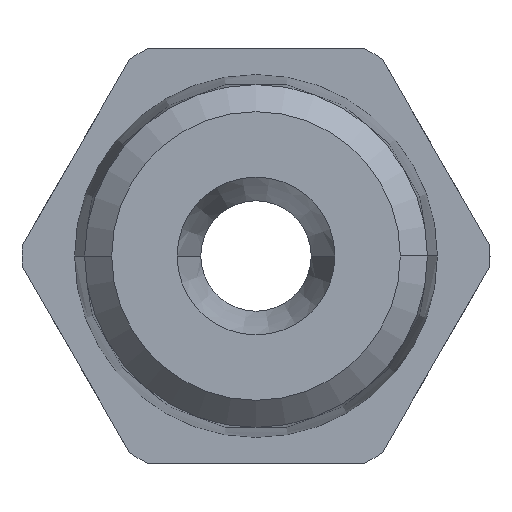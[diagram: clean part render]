
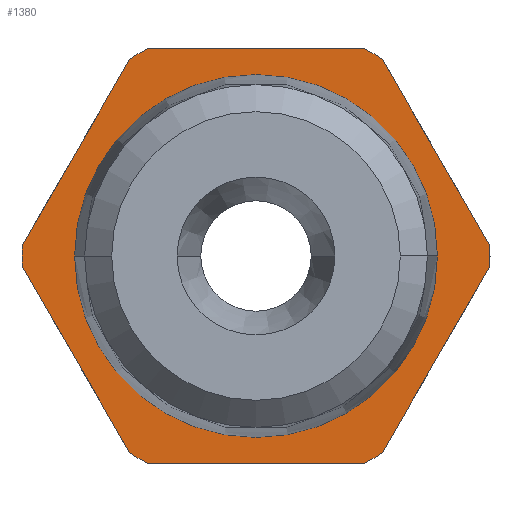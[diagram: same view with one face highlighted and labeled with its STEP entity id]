
A CAD part, front view. The second image highlights one B-rep face of the part: STEP entity #1380.
In plain terms, the highlighted planar face has unit normal (0, -1, 0).
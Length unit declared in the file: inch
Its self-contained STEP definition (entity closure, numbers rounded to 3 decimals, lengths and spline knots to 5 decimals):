
#2 = VERTEX_POINT ( 'NONE', #1305 ) ;
#5 = ORIENTED_EDGE ( 'NONE', *, *, #1222, .F. ) ;
#36 = VECTOR ( 'NONE', #1453, 39.37008 ) ;
#39 = DIRECTION ( 'NONE',  ( -1., 0., 0. ) ) ;
#40 = AXIS2_PLACEMENT_3D ( 'NONE', #528, #1339, #650 ) ;
#61 = DIRECTION ( 'NONE',  ( 0., 0., -1. ) ) ;
#63 = EDGE_CURVE ( 'NONE', #741, #1333, #149, .T. ) ;
#75 = CARTESIAN_POINT ( 'NONE',  ( 0., 0.51969, 0. ) ) ;
#83 = DIRECTION ( 'NONE',  ( -1., 0., 0. ) ) ;
#87 = CARTESIAN_POINT ( 'NONE',  ( -0.35004, 0.51969, -0.01576 ) ) ;
#93 = CIRCLE ( 'NONE', #900, 0.35039 ) ;
#113 = FACE_OUTER_BOUND ( 'NONE', #1050, .T. ) ;
#120 = AXIS2_PLACEMENT_3D ( 'NONE', #1219, #525, #1332 ) ;
#127 = ORIENTED_EDGE ( 'NONE', *, *, #807, .F. ) ;
#136 = ORIENTED_EDGE ( 'NONE', *, *, #996, .F. ) ;
#140 = CARTESIAN_POINT ( 'NONE',  ( -0.35039, 0.51969, 0. ) ) ;
#143 = CIRCLE ( 'NONE', #1488, 0.35039 ) ;
#146 = CARTESIAN_POINT ( 'NONE',  ( 0.18867, 0.51969, -0.29526 ) ) ;
#149 = CIRCLE ( 'NONE', #940, 0.35039 ) ;
#173 = VECTOR ( 'NONE', #377, 39.37008 ) ;
#178 = DIRECTION ( 'NONE',  ( -1., 0., 0. ) ) ;
#188 = ORIENTED_EDGE ( 'NONE', *, *, #290, .T. ) ;
#208 = ORIENTED_EDGE ( 'NONE', *, *, #1406, .T. ) ;
#215 = LINE ( 'NONE', #486, #521 ) ;
#258 = CARTESIAN_POINT ( 'NONE',  ( -0.16137, 0.51969, 0.31102 ) ) ;
#263 = VERTEX_POINT ( 'NONE', #1355 ) ;
#284 = VERTEX_POINT ( 'NONE', #732 ) ;
#285 = CIRCLE ( 'NONE', #1468, 0.35039 ) ;
#290 = EDGE_CURVE ( 'NONE', #819, #1032, #335, .T. ) ;
#315 = EDGE_CURVE ( 'NONE', #836, #1035, #816, .T. ) ;
#319 = DIRECTION ( 'NONE',  ( 0., 1., 0. ) ) ;
#328 = DIRECTION ( 'NONE',  ( 0., -1., 0. ) ) ;
#335 = LINE ( 'NONE', #87, #1418 ) ;
#360 = DIRECTION ( 'NONE',  ( 0., -1., 0. ) ) ;
#377 = DIRECTION ( 'NONE',  ( -0.5, 0., 0.866 ) ) ;
#446 = CIRCLE ( 'NONE', #470, 0.27165 ) ;
#470 = AXIS2_PLACEMENT_3D ( 'NONE', #1029, #328, #1142 ) ;
#483 = CARTESIAN_POINT ( 'NONE',  ( 0.35004, 0.51969, -0.01576 ) ) ;
#484 = LINE ( 'NONE', #1083, #173 ) ;
#486 = CARTESIAN_POINT ( 'NONE',  ( -0.31102, 0.51969, 0.31102 ) ) ;
#492 = VECTOR ( 'NONE', #736, 39.37008 ) ;
#495 = ORIENTED_EDGE ( 'NONE', *, *, #1436, .T. ) ;
#507 = DIRECTION ( 'NONE',  ( 0., 1., 0. ) ) ;
#521 = VECTOR ( 'NONE', #962, 39.37008 ) ;
#525 = DIRECTION ( 'NONE',  ( 0., 1., 0. ) ) ;
#528 = CARTESIAN_POINT ( 'NONE',  ( 0., 0.51969, 0. ) ) ;
#529 = AXIS2_PLACEMENT_3D ( 'NONE', #1323, #757, #61 ) ;
#581 = ORIENTED_EDGE ( 'NONE', *, *, #871, .F. ) ;
#631 = ORIENTED_EDGE ( 'NONE', *, *, #1175, .F. ) ;
#641 = CARTESIAN_POINT ( 'NONE',  ( -0.31102, 0.51969, -0.31102 ) ) ;
#648 = ORIENTED_EDGE ( 'NONE', *, *, #1098, .F. ) ;
#650 = DIRECTION ( 'NONE',  ( -1., 0., 0. ) ) ;
#654 = VECTOR ( 'NONE', #875, 39.37008 ) ;
#693 = FACE_BOUND ( 'NONE', #1172, .T. ) ;
#704 = VERTEX_POINT ( 'NONE', #1410 ) ;
#712 = CARTESIAN_POINT ( 'NONE',  ( 0.18867, 0.51969, 0.29526 ) ) ;
#732 = CARTESIAN_POINT ( 'NONE',  ( -0.27165, 0.51969, 0. ) ) ;
#733 = DIRECTION ( 'NONE',  ( 0., 1., 0. ) ) ;
#734 = EDGE_CURVE ( 'NONE', #2, #1086, #215, .T. ) ;
#736 = DIRECTION ( 'NONE',  ( 0.5, 0., 0.866 ) ) ;
#741 = VERTEX_POINT ( 'NONE', #140 ) ;
#757 = DIRECTION ( 'NONE',  ( 0., -1., 0. ) ) ;
#764 = ORIENTED_EDGE ( 'NONE', *, *, #796, .T. ) ;
#778 = VERTEX_POINT ( 'NONE', #1076 ) ;
#783 = DIRECTION ( 'NONE',  ( 0., 1., 0. ) ) ;
#796 = EDGE_CURVE ( 'NONE', #1048, #998, #484, .T. ) ;
#807 = EDGE_CURVE ( 'NONE', #819, #741, #143, .T. ) ;
#816 = LINE ( 'NONE', #146, #492 ) ;
#819 = VERTEX_POINT ( 'NONE', #905 ) ;
#836 = VERTEX_POINT ( 'NONE', #1244 ) ;
#849 = AXIS2_PLACEMENT_3D ( 'NONE', #1021, #319, #856 ) ;
#853 = DIRECTION ( 'NONE',  ( 0.5, 0., -0.866 ) ) ;
#856 = DIRECTION ( 'NONE',  ( -1., 0., 0. ) ) ;
#871 = EDGE_CURVE ( 'NONE', #778, #284, #446, .T. ) ;
#875 = DIRECTION ( 'NONE',  ( -0.5, 0., -0.866 ) ) ;
#887 = DIRECTION ( 'NONE',  ( 0., 1., 0. ) ) ;
#900 = AXIS2_PLACEMENT_3D ( 'NONE', #1419, #733, #39 ) ;
#905 = CARTESIAN_POINT ( 'NONE',  ( -0.35004, 0.51969, -0.01576 ) ) ;
#907 = ORIENTED_EDGE ( 'NONE', *, *, #1367, .F. ) ;
#940 = AXIS2_PLACEMENT_3D ( 'NONE', #1202, #507, #1319 ) ;
#962 = DIRECTION ( 'NONE',  ( -1., 0., 0. ) ) ;
#964 = LINE ( 'NONE', #1101, #654 ) ;
#996 = EDGE_CURVE ( 'NONE', #284, #778, #1429, .T. ) ;
#997 = CARTESIAN_POINT ( 'NONE',  ( -0.18867, 0.51969, 0.29526 ) ) ;
#998 = VERTEX_POINT ( 'NONE', #712 ) ;
#1021 = CARTESIAN_POINT ( 'NONE',  ( 0., 0.51969, 0. ) ) ;
#1029 = CARTESIAN_POINT ( 'NONE',  ( 0., 0.51969, 0. ) ) ;
#1030 = ORIENTED_EDGE ( 'NONE', *, *, #63, .F. ) ;
#1032 = VERTEX_POINT ( 'NONE', #1063 ) ;
#1035 = VERTEX_POINT ( 'NONE', #483 ) ;
#1048 = VERTEX_POINT ( 'NONE', #1069 ) ;
#1050 = EDGE_LOOP ( 'NONE', ( #188, #907, #495, #631, #1391, #1307, #764, #648, #1461, #5, #208, #1030, #127 ) ) ;
#1058 = CARTESIAN_POINT ( 'NONE',  ( 0., 0.51969, 0. ) ) ;
#1063 = CARTESIAN_POINT ( 'NONE',  ( -0.18867, 0.51969, -0.29526 ) ) ;
#1069 = CARTESIAN_POINT ( 'NONE',  ( 0.35004, 0.51969, 0.01576 ) ) ;
#1076 = CARTESIAN_POINT ( 'NONE',  ( 0.27165, 0.51969, 0. ) ) ;
#1083 = CARTESIAN_POINT ( 'NONE',  ( 0.35004, 0.51969, 0.01576 ) ) ;
#1086 = VERTEX_POINT ( 'NONE', #258 ) ;
#1098 = EDGE_CURVE ( 'NONE', #2, #998, #93, .T. ) ;
#1101 = CARTESIAN_POINT ( 'NONE',  ( -0.18867, 0.51969, 0.29526 ) ) ;
#1126 = CARTESIAN_POINT ( 'NONE',  ( -0.35004, 0.51969, 0.01576 ) ) ;
#1142 = DIRECTION ( 'NONE',  ( -1., 0., 0. ) ) ;
#1172 = EDGE_LOOP ( 'NONE', ( #136, #581 ) ) ;
#1173 = CIRCLE ( 'NONE', #120, 0.35039 ) ;
#1174 = DIRECTION ( 'NONE',  ( -1., 0., 0. ) ) ;
#1175 = EDGE_CURVE ( 'NONE', #836, #704, #1173, .T. ) ;
#1202 = CARTESIAN_POINT ( 'NONE',  ( 0., 0.51969, 0. ) ) ;
#1206 = VERTEX_POINT ( 'NONE', #997 ) ;
#1210 = PLANE ( 'NONE',  #529 ) ;
#1211 = CIRCLE ( 'NONE', #40, 0.35039 ) ;
#1212 = EDGE_CURVE ( 'NONE', #1048, #1035, #1211, .T. ) ;
#1219 = CARTESIAN_POINT ( 'NONE',  ( 0., 0.51969, 0. ) ) ;
#1222 = EDGE_CURVE ( 'NONE', #1206, #1086, #285, .T. ) ;
#1244 = CARTESIAN_POINT ( 'NONE',  ( 0.18867, 0.51969, -0.29526 ) ) ;
#1261 = LINE ( 'NONE', #641, #36 ) ;
#1294 = CIRCLE ( 'NONE', #849, 0.35039 ) ;
#1305 = CARTESIAN_POINT ( 'NONE',  ( 0.16137, 0.51969, 0.31102 ) ) ;
#1307 = ORIENTED_EDGE ( 'NONE', *, *, #1212, .F. ) ;
#1319 = DIRECTION ( 'NONE',  ( -1., 0., 0. ) ) ;
#1323 = CARTESIAN_POINT ( 'NONE',  ( -0.31102, 0.51969, 0. ) ) ;
#1332 = DIRECTION ( 'NONE',  ( -1., 0., 0. ) ) ;
#1333 = VERTEX_POINT ( 'NONE', #1126 ) ;
#1339 = DIRECTION ( 'NONE',  ( 0., 1., 0. ) ) ;
#1355 = CARTESIAN_POINT ( 'NONE',  ( -0.16137, 0.51969, -0.31102 ) ) ;
#1367 = EDGE_CURVE ( 'NONE', #263, #1032, #1294, .T. ) ;
#1380 = ADVANCED_FACE ( 'NONE', ( #693, #113 ), #1210, .T. ) ;
#1391 = ORIENTED_EDGE ( 'NONE', *, *, #315, .T. ) ;
#1406 = EDGE_CURVE ( 'NONE', #1206, #1333, #964, .T. ) ;
#1410 = CARTESIAN_POINT ( 'NONE',  ( 0.16137, 0.51969, -0.31102 ) ) ;
#1418 = VECTOR ( 'NONE', #853, 39.37008 ) ;
#1419 = CARTESIAN_POINT ( 'NONE',  ( 0., 0.51969, 0. ) ) ;
#1429 = CIRCLE ( 'NONE', #1434, 0.27165 ) ;
#1434 = AXIS2_PLACEMENT_3D ( 'NONE', #1058, #360, #1174 ) ;
#1436 = EDGE_CURVE ( 'NONE', #263, #704, #1261, .T. ) ;
#1453 = DIRECTION ( 'NONE',  ( 1., 0., 0. ) ) ;
#1461 = ORIENTED_EDGE ( 'NONE', *, *, #734, .T. ) ;
#1468 = AXIS2_PLACEMENT_3D ( 'NONE', #75, #887, #178 ) ;
#1470 = CARTESIAN_POINT ( 'NONE',  ( 0., 0.51969, 0. ) ) ;
#1488 = AXIS2_PLACEMENT_3D ( 'NONE', #1470, #783, #83 ) ;
